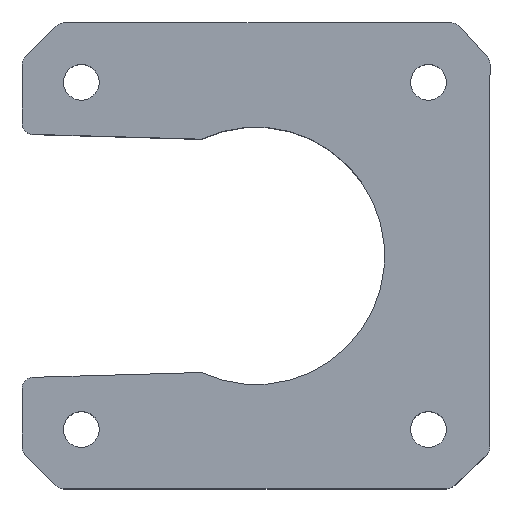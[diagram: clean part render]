
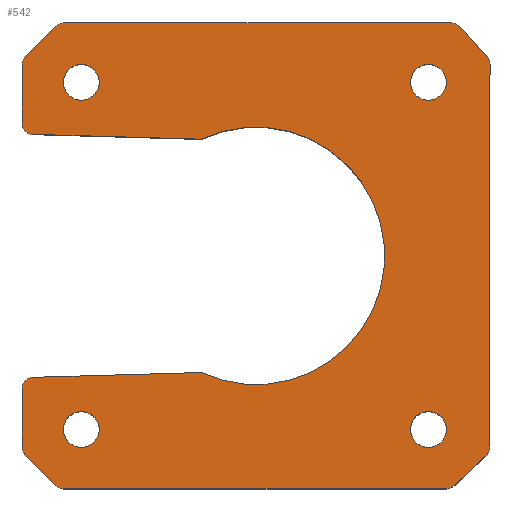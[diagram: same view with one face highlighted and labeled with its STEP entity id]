
A CAD part, top view. The second image highlights one B-rep face of the part: STEP entity #542.
In plain terms, the highlighted planar face has unit normal (0, 0, 1).
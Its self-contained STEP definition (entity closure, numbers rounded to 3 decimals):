
#27=PLANE('',#602);
#30=LINE('',#797,#74);
#34=LINE('',#809,#78);
#38=LINE('',#821,#82);
#42=LINE('',#833,#86);
#46=LINE('',#845,#90);
#50=LINE('',#857,#94);
#54=LINE('',#869,#98);
#58=LINE('',#881,#102);
#62=LINE('',#893,#106);
#66=LINE('',#905,#110);
#70=LINE('',#916,#114);
#74=VECTOR('',#639,10.);
#78=VECTOR('',#651,10.);
#82=VECTOR('',#663,10.);
#86=VECTOR('',#675,10.);
#90=VECTOR('',#687,10.);
#94=VECTOR('',#699,10.);
#98=VECTOR('',#711,10.);
#102=VECTOR('',#723,10.);
#106=VECTOR('',#735,10.);
#110=VECTOR('',#747,10.);
#114=VECTOR('',#759,10.);
#124=FACE_BOUND('',#192,.T.);
#125=FACE_BOUND('',#193,.T.);
#126=FACE_BOUND('',#194,.T.);
#127=FACE_BOUND('',#195,.T.);
#155=FACE_OUTER_BOUND('',#191,.T.);
#191=EDGE_LOOP('',(#474,#475,#476,#477,#478,#479,#480,#481,#482,#483,#484,
#485,#486,#487,#488,#489,#490,#491,#492,#493,#494,#495));
#192=EDGE_LOOP('',(#496));
#193=EDGE_LOOP('',(#497));
#194=EDGE_LOOP('',(#498));
#195=EDGE_LOOP('',(#499));
#197=CIRCLE('',#547,1.6);
#199=CIRCLE('',#550,1.6);
#201=CIRCLE('',#553,1.6);
#203=CIRCLE('',#556,1.6);
#204=CIRCLE('',#558,11.5);
#206=CIRCLE('',#562,1.);
#208=CIRCLE('',#566,1.);
#210=CIRCLE('',#570,1.);
#212=CIRCLE('',#574,1.);
#214=CIRCLE('',#578,1.);
#216=CIRCLE('',#582,1.);
#218=CIRCLE('',#586,1.);
#220=CIRCLE('',#590,1.);
#222=CIRCLE('',#594,1.);
#224=CIRCLE('',#598,1.);
#227=VERTEX_POINT('',#769);
#229=VERTEX_POINT('',#774);
#231=VERTEX_POINT('',#779);
#233=VERTEX_POINT('',#784);
#234=VERTEX_POINT('',#787);
#235=VERTEX_POINT('',#788);
#238=VERTEX_POINT('',#796);
#240=VERTEX_POINT('',#802);
#242=VERTEX_POINT('',#808);
#244=VERTEX_POINT('',#814);
#246=VERTEX_POINT('',#820);
#248=VERTEX_POINT('',#826);
#250=VERTEX_POINT('',#832);
#252=VERTEX_POINT('',#838);
#254=VERTEX_POINT('',#844);
#256=VERTEX_POINT('',#850);
#258=VERTEX_POINT('',#856);
#260=VERTEX_POINT('',#862);
#262=VERTEX_POINT('',#868);
#264=VERTEX_POINT('',#874);
#266=VERTEX_POINT('',#880);
#268=VERTEX_POINT('',#886);
#270=VERTEX_POINT('',#892);
#272=VERTEX_POINT('',#898);
#274=VERTEX_POINT('',#904);
#276=VERTEX_POINT('',#910);
#279=EDGE_CURVE('',#227,#227,#197,.T.);
#281=EDGE_CURVE('',#229,#229,#199,.T.);
#283=EDGE_CURVE('',#231,#231,#201,.T.);
#285=EDGE_CURVE('',#233,#233,#203,.T.);
#286=EDGE_CURVE('',#234,#235,#204,.T.);
#290=EDGE_CURVE('',#238,#235,#30,.T.);
#293=EDGE_CURVE('',#240,#238,#206,.T.);
#296=EDGE_CURVE('',#242,#240,#34,.T.);
#299=EDGE_CURVE('',#244,#242,#208,.T.);
#302=EDGE_CURVE('',#246,#244,#38,.T.);
#305=EDGE_CURVE('',#248,#246,#210,.T.);
#308=EDGE_CURVE('',#250,#248,#42,.T.);
#311=EDGE_CURVE('',#252,#250,#212,.T.);
#314=EDGE_CURVE('',#254,#252,#46,.T.);
#317=EDGE_CURVE('',#256,#254,#214,.T.);
#320=EDGE_CURVE('',#258,#256,#50,.T.);
#323=EDGE_CURVE('',#260,#258,#216,.T.);
#326=EDGE_CURVE('',#262,#260,#54,.T.);
#329=EDGE_CURVE('',#264,#262,#218,.T.);
#332=EDGE_CURVE('',#266,#264,#58,.T.);
#335=EDGE_CURVE('',#268,#266,#220,.T.);
#338=EDGE_CURVE('',#270,#268,#62,.T.);
#341=EDGE_CURVE('',#272,#270,#222,.T.);
#344=EDGE_CURVE('',#274,#272,#66,.T.);
#347=EDGE_CURVE('',#276,#274,#224,.T.);
#350=EDGE_CURVE('',#234,#276,#70,.T.);
#474=ORIENTED_EDGE('',*,*,#350,.F.);
#475=ORIENTED_EDGE('',*,*,#286,.T.);
#476=ORIENTED_EDGE('',*,*,#290,.F.);
#477=ORIENTED_EDGE('',*,*,#293,.F.);
#478=ORIENTED_EDGE('',*,*,#296,.F.);
#479=ORIENTED_EDGE('',*,*,#299,.F.);
#480=ORIENTED_EDGE('',*,*,#302,.F.);
#481=ORIENTED_EDGE('',*,*,#305,.F.);
#482=ORIENTED_EDGE('',*,*,#308,.F.);
#483=ORIENTED_EDGE('',*,*,#311,.F.);
#484=ORIENTED_EDGE('',*,*,#314,.F.);
#485=ORIENTED_EDGE('',*,*,#317,.F.);
#486=ORIENTED_EDGE('',*,*,#320,.F.);
#487=ORIENTED_EDGE('',*,*,#323,.F.);
#488=ORIENTED_EDGE('',*,*,#326,.F.);
#489=ORIENTED_EDGE('',*,*,#329,.F.);
#490=ORIENTED_EDGE('',*,*,#332,.F.);
#491=ORIENTED_EDGE('',*,*,#335,.F.);
#492=ORIENTED_EDGE('',*,*,#338,.F.);
#493=ORIENTED_EDGE('',*,*,#341,.F.);
#494=ORIENTED_EDGE('',*,*,#344,.F.);
#495=ORIENTED_EDGE('',*,*,#347,.F.);
#496=ORIENTED_EDGE('',*,*,#285,.T.);
#497=ORIENTED_EDGE('',*,*,#283,.T.);
#498=ORIENTED_EDGE('',*,*,#281,.T.);
#499=ORIENTED_EDGE('',*,*,#279,.T.);
#542=ADVANCED_FACE('',(#155,#124,#125,#126,#127),#27,.F.);
#547=AXIS2_PLACEMENT_3D('',#770,#609,#610);
#550=AXIS2_PLACEMENT_3D('',#775,#615,#616);
#553=AXIS2_PLACEMENT_3D('',#780,#621,#622);
#556=AXIS2_PLACEMENT_3D('',#785,#627,#628);
#558=AXIS2_PLACEMENT_3D('',#789,#631,#632);
#562=AXIS2_PLACEMENT_3D('',#803,#644,#645);
#566=AXIS2_PLACEMENT_3D('',#815,#656,#657);
#570=AXIS2_PLACEMENT_3D('',#827,#668,#669);
#574=AXIS2_PLACEMENT_3D('',#839,#680,#681);
#578=AXIS2_PLACEMENT_3D('',#851,#692,#693);
#582=AXIS2_PLACEMENT_3D('',#863,#704,#705);
#586=AXIS2_PLACEMENT_3D('',#875,#716,#717);
#590=AXIS2_PLACEMENT_3D('',#887,#728,#729);
#594=AXIS2_PLACEMENT_3D('',#899,#740,#741);
#598=AXIS2_PLACEMENT_3D('',#911,#752,#753);
#602=AXIS2_PLACEMENT_3D('',#919,#763,#764);
#609=DIRECTION('center_axis',(0.,0.,-1.));
#610=DIRECTION('ref_axis',(-1.,0.,0.));
#615=DIRECTION('center_axis',(0.,0.,-1.));
#616=DIRECTION('ref_axis',(-1.,0.,0.));
#621=DIRECTION('center_axis',(0.,0.,-1.));
#622=DIRECTION('ref_axis',(-1.,0.,0.));
#627=DIRECTION('center_axis',(0.,0.,-1.));
#628=DIRECTION('ref_axis',(-1.,0.,0.));
#631=DIRECTION('center_axis',(0.,0.,-1.));
#632=DIRECTION('ref_axis',(-0.423,0.906,0.));
#639=DIRECTION('',(1.,0.029,0.));
#644=DIRECTION('center_axis',(0.,0.,-1.));
#645=DIRECTION('ref_axis',(-1.,0.,0.));
#651=DIRECTION('',(0.,1.,0.));
#656=DIRECTION('center_axis',(0.,0.,-1.));
#657=DIRECTION('ref_axis',(-0.707,-0.707,0.));
#663=DIRECTION('',(-0.707,0.707,0.));
#668=DIRECTION('center_axis',(0.,0.,-1.));
#669=DIRECTION('ref_axis',(0.,-1.,0.));
#675=DIRECTION('',(-1.,0.,0.));
#680=DIRECTION('center_axis',(0.,0.,-1.));
#681=DIRECTION('ref_axis',(0.686,-0.728,0.));
#687=DIRECTION('',(-0.728,-0.686,0.));
#692=DIRECTION('center_axis',(0.,0.,-1.));
#693=DIRECTION('ref_axis',(1.,0.,0.));
#699=DIRECTION('',(0.,-1.,0.));
#704=DIRECTION('center_axis',(0.,0.,-1.));
#705=DIRECTION('ref_axis',(0.74,0.673,0.));
#711=DIRECTION('',(0.673,-0.74,0.));
#716=DIRECTION('center_axis',(0.,0.,-1.));
#717=DIRECTION('ref_axis',(0.,1.,0.));
#723=DIRECTION('',(1.,0.,0.));
#728=DIRECTION('center_axis',(0.,0.,-1.));
#729=DIRECTION('ref_axis',(-0.707,0.707,0.));
#735=DIRECTION('',(0.707,0.707,0.));
#740=DIRECTION('center_axis',(0.,0.,-1.));
#741=DIRECTION('ref_axis',(-1.,0.,0.));
#747=DIRECTION('',(0.,1.,0.));
#752=DIRECTION('center_axis',(0.,0.,-1.));
#753=DIRECTION('ref_axis',(-0.029,-1.,0.));
#759=DIRECTION('',(-1.,0.029,0.));
#763=DIRECTION('center_axis',(0.,0.,-1.));
#764=DIRECTION('ref_axis',(-1.,0.,0.));
#769=CARTESIAN_POINT('',(3.9,36.5,0.));
#770=CARTESIAN_POINT('Origin',(5.5,36.5,0.));
#774=CARTESIAN_POINT('',(34.9,36.5,0.));
#775=CARTESIAN_POINT('Origin',(36.5,36.5,0.));
#779=CARTESIAN_POINT('',(3.9,5.5,0.));
#780=CARTESIAN_POINT('Origin',(5.5,5.5,0.));
#784=CARTESIAN_POINT('',(34.9,5.5,0.));
#785=CARTESIAN_POINT('Origin',(36.5,5.5,0.));
#787=CARTESIAN_POINT('',(16.224,31.42,0.));
#788=CARTESIAN_POINT('',(16.224,10.58,0.));
#789=CARTESIAN_POINT('Origin',(21.09,21.,0.));
#796=CARTESIAN_POINT('',(1.171,10.148,0.));
#797=CARTESIAN_POINT('',(1.171,10.148,0.));
#802=CARTESIAN_POINT('',(0.2,9.149,0.));
#803=CARTESIAN_POINT('Origin',(1.2,9.149,0.));
#808=CARTESIAN_POINT('',(0.2,3.914,0.));
#809=CARTESIAN_POINT('',(0.2,3.914,0.));
#814=CARTESIAN_POINT('',(0.493,3.207,0.));
#815=CARTESIAN_POINT('Origin',(1.2,3.914,0.));
#820=CARTESIAN_POINT('',(3.207,0.493,0.));
#821=CARTESIAN_POINT('',(3.207,0.493,0.));
#826=CARTESIAN_POINT('',(3.914,0.2,0.));
#827=CARTESIAN_POINT('Origin',(3.914,1.2,0.));
#832=CARTESIAN_POINT('',(38.103,0.2,0.));
#833=CARTESIAN_POINT('',(38.103,0.2,0.));
#838=CARTESIAN_POINT('',(38.789,0.472,0.));
#839=CARTESIAN_POINT('Origin',(38.103,1.2,0.));
#844=CARTESIAN_POINT('',(41.686,3.204,0.));
#845=CARTESIAN_POINT('',(41.686,3.204,0.));
#850=CARTESIAN_POINT('',(42.,3.932,0.));
#851=CARTESIAN_POINT('Origin',(41.,3.932,0.));
#856=CARTESIAN_POINT('',(42.,38.113,0.));
#857=CARTESIAN_POINT('',(42.,38.113,0.));
#862=CARTESIAN_POINT('',(41.74,38.786,0.));
#863=CARTESIAN_POINT('Origin',(41.,38.113,0.));
#868=CARTESIAN_POINT('',(39.298,41.473,0.));
#869=CARTESIAN_POINT('',(39.298,41.473,0.));
#874=CARTESIAN_POINT('',(38.558,41.8,0.));
#875=CARTESIAN_POINT('Origin',(38.558,40.8,0.));
#880=CARTESIAN_POINT('',(3.914,41.8,0.));
#881=CARTESIAN_POINT('',(3.914,41.8,0.));
#886=CARTESIAN_POINT('',(3.207,41.507,0.));
#887=CARTESIAN_POINT('Origin',(3.914,40.8,0.));
#892=CARTESIAN_POINT('',(0.493,38.793,0.));
#893=CARTESIAN_POINT('',(0.493,38.793,0.));
#898=CARTESIAN_POINT('',(0.2,38.086,0.));
#899=CARTESIAN_POINT('Origin',(1.2,38.086,0.));
#904=CARTESIAN_POINT('',(0.2,32.851,0.));
#905=CARTESIAN_POINT('',(0.2,32.851,0.));
#910=CARTESIAN_POINT('',(1.171,31.852,0.));
#911=CARTESIAN_POINT('Origin',(1.2,32.851,0.));
#916=CARTESIAN_POINT('',(16.224,31.42,0.));
#919=CARTESIAN_POINT('Origin',(21.1,21.,0.));
